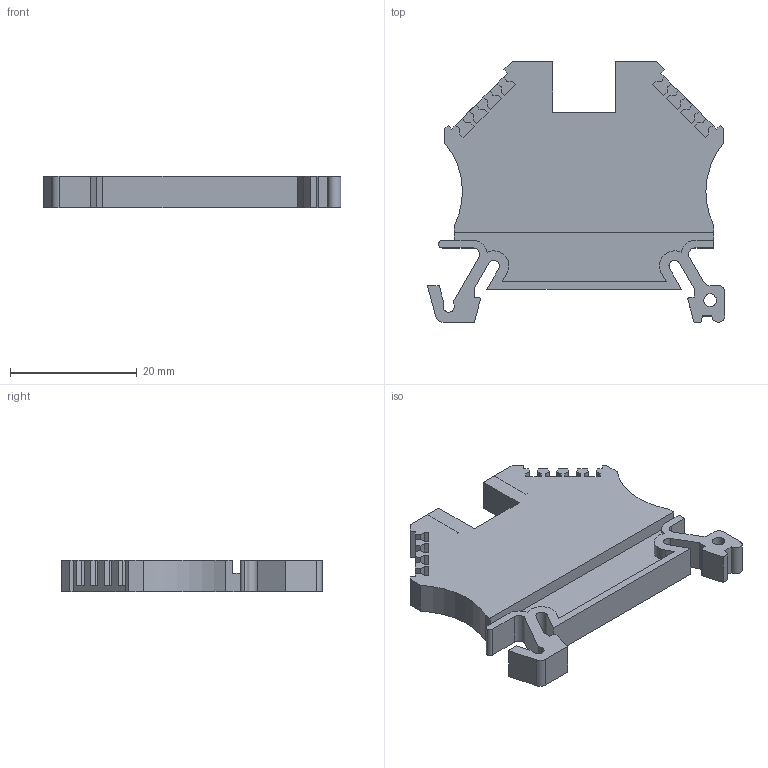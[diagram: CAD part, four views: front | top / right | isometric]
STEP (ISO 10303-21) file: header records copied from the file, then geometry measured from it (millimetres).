
FILE_DESCRIPTION (( 'STEP AP214' ), '1' );
FILE_NAME ('43408_DN-T12-A.STEP', '2014-05-14T15:49:11', ( '' ), ( '' ), 'SwSTEP 2.0', 'SolidWorks 2013', '' );
FILE_SCHEMA (( 'AUTOMOTIVE_DESIGN' ));
Length unit declared in the file: millimetre
Products named in the file (1): 43408_DN-T12-A
Bounding box: 46.98 x 41.2 x 5 mm (x, y, z)
Volume: 5009.7 mm3; surface area: 4600.7 mm2
Topology: 1 solids, 1 shells, 169 faces, 492 edges, 328 vertices
Faces by surface type: plane 134, cylinder 35
Entity records: 5574 total; most frequent: CARTESIAN_POINT 990, ORIENTED_EDGE 984, DIRECTION 902, EDGE_CURVE 492, LINE 422, VECTOR 422, VERTEX_POINT 328, AXIS2_PLACEMENT_3D 240
